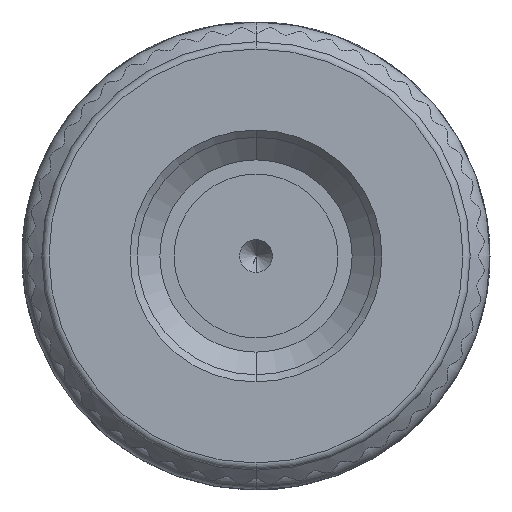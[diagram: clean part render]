
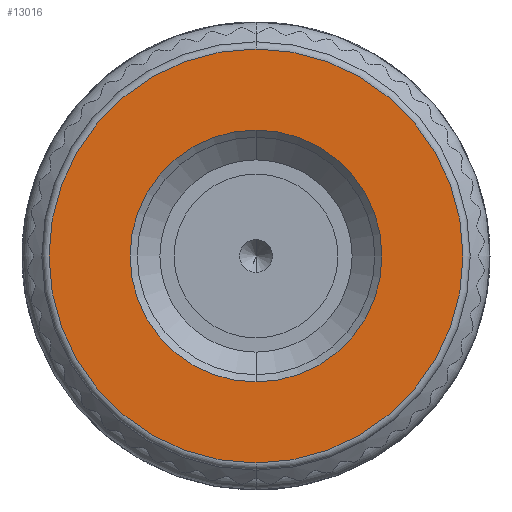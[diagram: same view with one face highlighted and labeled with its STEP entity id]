
A CAD part, front view. The second image highlights one B-rep face of the part: STEP entity #13016.
In plain terms, the highlighted planar face has unit normal (0, -1, 0).
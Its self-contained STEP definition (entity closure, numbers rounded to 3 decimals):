
#1674 = CIRCLE ( 'NONE', #1680, 3.5 ) ;
#1680 = AXIS2_PLACEMENT_3D ( 'NONE', #15768, #15789, #15776 ) ;
#1689 = AXIS2_PLACEMENT_3D ( 'NONE', #15829, #15803, #15831 ) ;
#1721 = CIRCLE ( 'NONE', #1689, 5.75 ) ;
#1905 = AXIS2_PLACEMENT_3D ( 'NONE', #3404, #3407, #3382 ) ;
#1968 = CIRCLE ( 'NONE', #2004, 5.75 ) ;
#2004 = AXIS2_PLACEMENT_3D ( 'NONE', #4322, #4372, #4373 ) ;
#2026 = AXIS2_PLACEMENT_3D ( 'NONE', #4491, #4477, #4498 ) ;
#2041 = CIRCLE ( 'NONE', #2026, 3.5 ) ;
#3380 = FACE_BOUND ( 'NONE', #16557, .T. ) ;
#3382 = DIRECTION ( 'NONE',  ( 0., 0., -1. ) ) ;
#3383 = FACE_OUTER_BOUND ( 'NONE', #16553, .T. ) ;
#3398 = PLANE ( 'NONE',  #1905 ) ;
#3404 = CARTESIAN_POINT ( 'NONE',  ( -5.75, -0.699, 0. ) ) ;
#3407 = DIRECTION ( 'NONE',  ( 0., -1., 0. ) ) ;
#4322 = CARTESIAN_POINT ( 'NONE',  ( 0., -0.699, 0. ) ) ;
#4372 = DIRECTION ( 'NONE',  ( 0., 1., 0. ) ) ;
#4373 = DIRECTION ( 'NONE',  ( 0., 0., 1. ) ) ;
#4477 = DIRECTION ( 'NONE',  ( 0., 1., 0. ) ) ;
#4491 = CARTESIAN_POINT ( 'NONE',  ( 0., -0.699, 0. ) ) ;
#4498 = DIRECTION ( 'NONE',  ( 0., 0., 1. ) ) ;
#10108 = EDGE_CURVE ( 'NONE', #10550, #10563, #1674, .T. ) ;
#10122 = EDGE_CURVE ( 'NONE', #10596, #10571, #1721, .T. ) ;
#10550 = VERTEX_POINT ( 'NONE', #17160 ) ;
#10563 = VERTEX_POINT ( 'NONE', #17195 ) ;
#10571 = VERTEX_POINT ( 'NONE', #17181 ) ;
#10596 = VERTEX_POINT ( 'NONE', #17205 ) ;
#12123 = ORIENTED_EDGE ( 'NONE', *, *, #10122, .F. ) ;
#12195 = ORIENTED_EDGE ( 'NONE', *, *, #10108, .T. ) ;
#12200 = ORIENTED_EDGE ( 'NONE', *, *, #13209, .F. ) ;
#12237 = ORIENTED_EDGE ( 'NONE', *, *, #13243, .T. ) ;
#13016 = ADVANCED_FACE ( 'NONE', ( #3380, #3383 ), #3398, .T. ) ;
#13209 = EDGE_CURVE ( 'NONE', #10571, #10596, #1968, .T. ) ;
#13243 = EDGE_CURVE ( 'NONE', #10563, #10550, #2041, .T. ) ;
#15768 = CARTESIAN_POINT ( 'NONE',  ( 0., -0.699, 0. ) ) ;
#15776 = DIRECTION ( 'NONE',  ( 0., 0., 1. ) ) ;
#15789 = DIRECTION ( 'NONE',  ( 0., 1., 0. ) ) ;
#15803 = DIRECTION ( 'NONE',  ( 0., 1., 0. ) ) ;
#15829 = CARTESIAN_POINT ( 'NONE',  ( 0., -0.699, 0. ) ) ;
#15831 = DIRECTION ( 'NONE',  ( 0., 0., 1. ) ) ;
#16553 = EDGE_LOOP ( 'NONE', ( #12123, #12200 ) ) ;
#16557 = EDGE_LOOP ( 'NONE', ( #12195, #12237 ) ) ;
#17160 = CARTESIAN_POINT ( 'NONE',  ( 0., -0.699, -3.5 ) ) ;
#17181 = CARTESIAN_POINT ( 'NONE',  ( 0., -0.699, -5.75 ) ) ;
#17195 = CARTESIAN_POINT ( 'NONE',  ( 0., -0.699, 3.5 ) ) ;
#17205 = CARTESIAN_POINT ( 'NONE',  ( 0., -0.699, 5.75 ) ) ;
